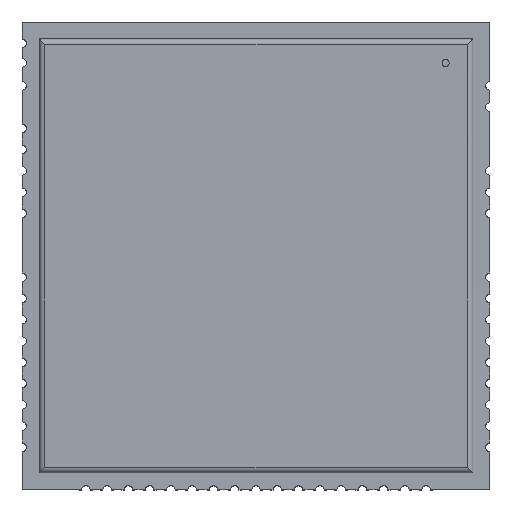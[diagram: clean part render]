
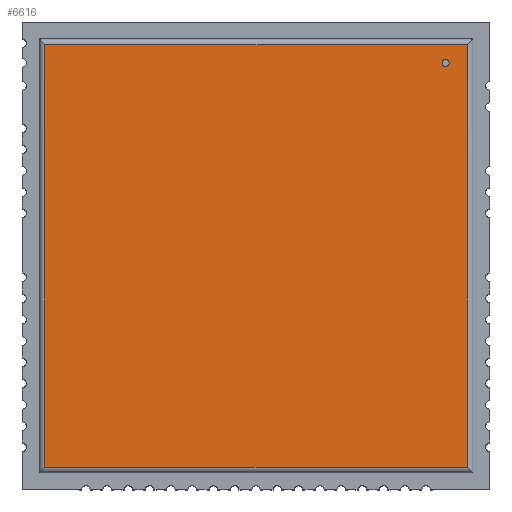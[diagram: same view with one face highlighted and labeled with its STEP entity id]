
A CAD part, top view. The second image highlights one B-rep face of the part: STEP entity #6616.
In plain terms, the highlighted planar face has unit normal (0, 0, 1).
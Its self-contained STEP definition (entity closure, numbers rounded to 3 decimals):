
#4267 = CARTESIAN_POINT ( 'NONE',  ( 13.118, 13.61, 2.95 ) ) ;
#4283 = CARTESIAN_POINT ( 'NONE',  ( 14.9, 14.9, 2.95 ) ) ;
#4284 = DIRECTION ( 'NONE',  ( -1., 0., 0. ) ) ;
#4285 = VECTOR ( 'NONE', #4284, 1000. ) ;
#4286 = CARTESIAN_POINT ( 'NONE',  ( -15.3, 14.9, 2.95 ) ) ;
#4287 = LINE ( 'NONE', #4286, #4285 ) ;
#4332 = DIRECTION ( 'NONE',  ( 1., 0., 0. ) ) ;
#4333 = VECTOR ( 'NONE', #4332, 1000. ) ;
#4334 = CARTESIAN_POINT ( 'NONE',  ( 15.3, -14.9, 2.95 ) ) ;
#4335 = LINE ( 'NONE', #4334, #4333 ) ;
#4336 = CARTESIAN_POINT ( 'NONE',  ( -14.9, -14.9, 2.95 ) ) ;
#4337 = DIRECTION ( 'NONE',  ( 0., -1., 0. ) ) ;
#4338 = VECTOR ( 'NONE', #4337, 1000. ) ;
#4339 = CARTESIAN_POINT ( 'NONE',  ( -14.9, -15.3, 2.95 ) ) ;
#4340 = LINE ( 'NONE', #4339, #4338 ) ;
#4341 = CARTESIAN_POINT ( 'NONE',  ( -14.9, 14.9, 2.95 ) ) ;
#4344 = DIRECTION ( 'NONE',  ( 0., 1., 0. ) ) ;
#4345 = VECTOR ( 'NONE', #4344, 1000. ) ;
#4346 = CARTESIAN_POINT ( 'NONE',  ( 14.9, 15.3, 2.95 ) ) ;
#4347 = LINE ( 'NONE', #4346, #4345 ) ;
#4348 = CARTESIAN_POINT ( 'NONE',  ( 14.9, -14.9, 2.95 ) ) ;
#4360 = CARTESIAN_POINT ( 'NONE',  ( 13.618, 13.61, 2.95 ) ) ;
#4361 = DIRECTION ( 'NONE',  ( 1., 0., 0. ) ) ;
#4362 = DIRECTION ( 'NONE',  ( 0., 0., 1. ) ) ;
#4363 = CARTESIAN_POINT ( 'NONE',  ( 13.368, 13.61, 2.95 ) ) ;
#4364 = AXIS2_PLACEMENT_3D ( 'NONE', #4363, #4362, #4361 ) ;
#4365 = CIRCLE ( 'NONE', #4364, 0.25 ) ;
#4434 = FACE_OUTER_BOUND ( 'NONE', #6621, .T. ) ;
#4435 = FACE_BOUND ( 'NONE', #6617, .T. ) ;
#4469 = DIRECTION ( 'NONE',  ( 1., 0., 0. ) ) ;
#4470 = DIRECTION ( 'NONE',  ( 0., 0., 1. ) ) ;
#4471 = CARTESIAN_POINT ( 'NONE',  ( 13.368, 13.61, 2.95 ) ) ;
#4472 = AXIS2_PLACEMENT_3D ( 'NONE', #4471, #4470, #4469 ) ;
#4473 = CIRCLE ( 'NONE', #4472, 0.25 ) ;
#4474 = DIRECTION ( 'NONE',  ( 1., 0., 0. ) ) ;
#4475 = DIRECTION ( 'NONE',  ( 0., 0., 1. ) ) ;
#4476 = CARTESIAN_POINT ( 'NONE',  ( -15.3, -15.3, 2.95 ) ) ;
#4477 = AXIS2_PLACEMENT_3D ( 'NONE', #4476, #4475, #4474 ) ;
#4478 = PLANE ( 'NONE',  #4477 ) ;
#6520 = VERTEX_POINT ( 'NONE', #4267 ) ;
#6541 = ORIENTED_EDGE ( 'NONE', *, *, #6542, .T. ) ;
#6542 = EDGE_CURVE ( 'NONE', #6543, #6544, #4287, .T. ) ;
#6543 = VERTEX_POINT ( 'NONE', #4283 ) ;
#6544 = VERTEX_POINT ( 'NONE', #4341 ) ;
#6545 = ORIENTED_EDGE ( 'NONE', *, *, #6546, .T. ) ;
#6546 = EDGE_CURVE ( 'NONE', #6544, #6547, #4340, .T. ) ;
#6547 = VERTEX_POINT ( 'NONE', #4336 ) ;
#6548 = ORIENTED_EDGE ( 'NONE', *, *, #6549, .T. ) ;
#6549 = EDGE_CURVE ( 'NONE', #6547, #6572, #4335, .T. ) ;
#6565 = EDGE_CURVE ( 'NONE', #6520, #6566, #4365, .T. ) ;
#6566 = VERTEX_POINT ( 'NONE', #4360 ) ;
#6572 = VERTEX_POINT ( 'NONE', #4348 ) ;
#6573 = ORIENTED_EDGE ( 'NONE', *, *, #6574, .T. ) ;
#6574 = EDGE_CURVE ( 'NONE', #6572, #6543, #4347, .T. ) ;
#6616 = ADVANCED_FACE ( 'NONE', ( #4435, #4434 ), #4478, .T. ) ;
#6617 = EDGE_LOOP ( 'NONE', ( #6618, #6620 ) ) ;
#6618 = ORIENTED_EDGE ( 'NONE', *, *, #6619, .F. ) ;
#6619 = EDGE_CURVE ( 'NONE', #6566, #6520, #4473, .T. ) ;
#6620 = ORIENTED_EDGE ( 'NONE', *, *, #6565, .F. ) ;
#6621 = EDGE_LOOP ( 'NONE', ( #6541, #6545, #6548, #6573 ) ) ;
